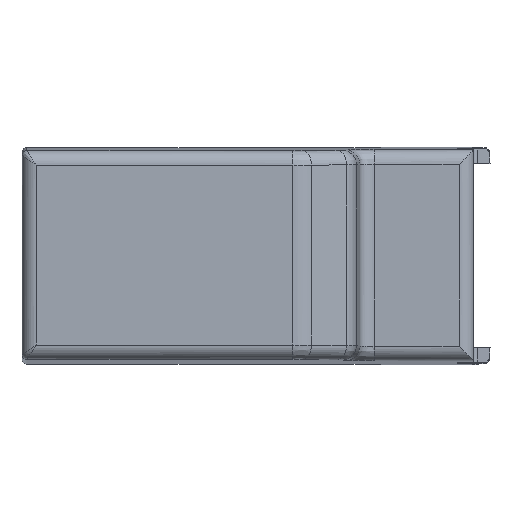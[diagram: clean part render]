
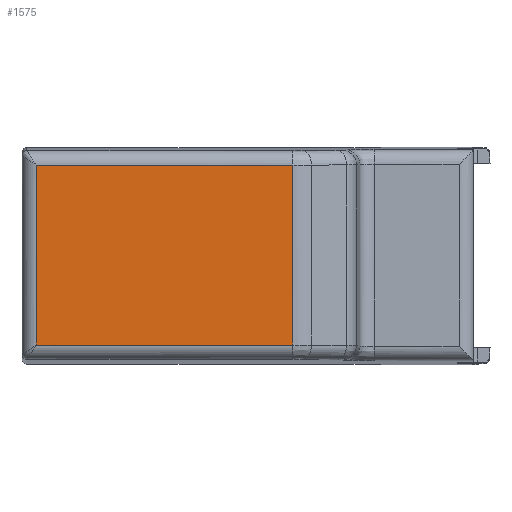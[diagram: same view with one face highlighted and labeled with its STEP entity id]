
A CAD part, top view. The second image highlights one B-rep face of the part: STEP entity #1575.
In plain terms, the highlighted planar face has unit normal (0, 0, 1).
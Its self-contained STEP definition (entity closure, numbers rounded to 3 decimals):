
#115=PLANE('',#5965);
#453=LINE('',#8227,#990);
#468=LINE('',#8270,#1005);
#499=LINE('',#8387,#1036);
#673=LINE('',#8931,#1210);
#990=VECTOR('',#6437,1.);
#1005=VECTOR('',#6474,1.);
#1036=VECTOR('',#6567,1.);
#1210=VECTOR('',#7005,1.);
#1575=ADVANCED_FACE('',(#1886),#115,.T.);
#1886=FACE_OUTER_BOUND('',#2181,.T.);
#2181=EDGE_LOOP('',(#3201,#3202,#3203,#3204));
#3201=ORIENTED_EDGE('',*,*,#4755,.T.);
#3202=ORIENTED_EDGE('',*,*,#4805,.T.);
#3203=ORIENTED_EDGE('',*,*,#4734,.F.);
#3204=ORIENTED_EDGE('',*,*,#5057,.T.);
#4033=VERTEX_POINT('',#7795);
#4175=VERTEX_POINT('',#8228);
#4176=VERTEX_POINT('',#8229);
#4191=VERTEX_POINT('',#8269);
#4734=EDGE_CURVE('',#4175,#4176,#453,.T.);
#4755=EDGE_CURVE('',#4033,#4191,#468,.T.);
#4805=EDGE_CURVE('',#4191,#4176,#499,.T.);
#5057=EDGE_CURVE('',#4175,#4033,#673,.T.);
#5965=AXIS2_PLACEMENT_3D('',#9207,#7246,#7247);
#6437=DIRECTION('',(0.,-1.,0.));
#6474=DIRECTION('',(0.,-1.,0.));
#6567=DIRECTION('',(1.,0.,0.));
#7005=DIRECTION('',(-1.,0.,0.));
#7246=DIRECTION('',(0.,0.,1.));
#7247=DIRECTION('',(0.,1.,0.));
#7795=CARTESIAN_POINT('',(-115.789,24.905,58.852));
#8227=CARTESIAN_POINT('',(-44.838,31.096,58.852));
#8228=CARTESIAN_POINT('',(-44.838,24.905,58.852));
#8229=CARTESIAN_POINT('',(-44.838,-24.905,58.852));
#8269=CARTESIAN_POINT('',(-115.789,-24.905,58.852));
#8270=CARTESIAN_POINT('',(-115.789,-25.905,58.852));
#8387=CARTESIAN_POINT('',(-43.838,-24.905,58.852));
#8931=CARTESIAN_POINT('',(-43.838,24.905,58.852));
#9207=CARTESIAN_POINT('',(-43.838,-25.905,58.852));
